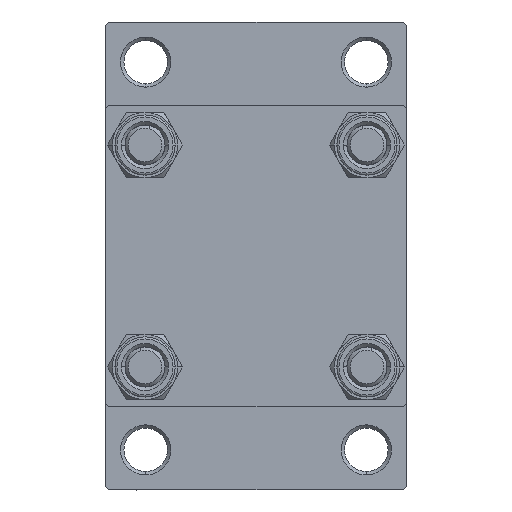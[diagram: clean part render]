
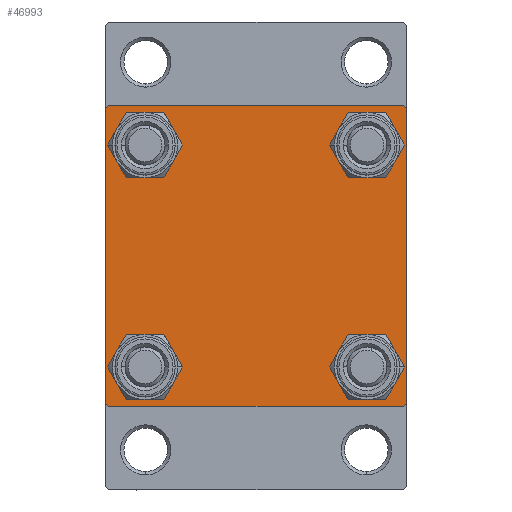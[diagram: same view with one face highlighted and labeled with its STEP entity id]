
A CAD part, left-side view. The second image highlights one B-rep face of the part: STEP entity #46993.
In plain terms, the highlighted planar face has unit normal (-1, 0, 0).
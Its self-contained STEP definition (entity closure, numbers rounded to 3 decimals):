
#43 = CARTESIAN_POINT ( 'NONE',  ( 0., -16.6, 16.6 ) ) ;
#66 = ORIENTED_EDGE ( 'NONE', *, *, #18117, .T. ) ;
#629 = DIRECTION ( 'NONE',  ( 1., 0., 0. ) ) ;
#984 = VERTEX_POINT ( 'NONE', #13853 ) ;
#1064 = DIRECTION ( 'NONE',  ( 1., 0., 0. ) ) ;
#1145 = LINE ( 'NONE', #4295, #4101 ) ;
#1485 = DIRECTION ( 'NONE',  ( 1., 0., 0. ) ) ;
#3017 = VECTOR ( 'NONE', #29814, 1000. ) ;
#3092 = AXIS2_PLACEMENT_3D ( 'NONE', #45027, #1485, #19156 ) ;
#3307 = DIRECTION ( 'NONE',  ( 0., 0., 1. ) ) ;
#3702 = LINE ( 'NONE', #40466, #27859 ) ;
#3902 = CIRCLE ( 'NONE', #13968, 3.5 ) ;
#4101 = VECTOR ( 'NONE', #26545, 1000. ) ;
#4295 = CARTESIAN_POINT ( 'NONE',  ( 0., 22.5, -22.5 ) ) ;
#5453 = AXIS2_PLACEMENT_3D ( 'NONE', #46302, #13188, #9547 ) ;
#5721 = AXIS2_PLACEMENT_3D ( 'NONE', #33302, #36679, #40305 ) ;
#5879 = CARTESIAN_POINT ( 'NONE',  ( 0., -22.5, 22. ) ) ;
#6302 = CARTESIAN_POINT ( 'NONE',  ( 0., 0., 0. ) ) ;
#6644 = EDGE_LOOP ( 'NONE', ( #15308, #45279, #28452, #13481, #17926, #34074, #17379, #25451 ) ) ;
#7459 = VERTEX_POINT ( 'NONE', #38880 ) ;
#8575 = VERTEX_POINT ( 'NONE', #20232 ) ;
#9547 = DIRECTION ( 'NONE',  ( 0., 0., 1. ) ) ;
#10253 = CARTESIAN_POINT ( 'NONE',  ( 0., 16.6, 16.6 ) ) ;
#10261 = CARTESIAN_POINT ( 'NONE',  ( 0., 22.5, 22. ) ) ;
#10513 = EDGE_CURVE ( 'NONE', #984, #16023, #3902, .T. ) ;
#10620 = ORIENTED_EDGE ( 'NONE', *, *, #37495, .T. ) ;
#10895 = EDGE_LOOP ( 'NONE', ( #26772, #42250 ) ) ;
#10907 = VECTOR ( 'NONE', #33645, 1000. ) ;
#10966 = DIRECTION ( 'NONE',  ( 1., 0., 0. ) ) ;
#11191 = VERTEX_POINT ( 'NONE', #26279 ) ;
#11314 = ORIENTED_EDGE ( 'NONE', *, *, #23902, .T. ) ;
#13073 = VERTEX_POINT ( 'NONE', #23381 ) ;
#13188 = DIRECTION ( 'NONE',  ( 1., 0., 0. ) ) ;
#13481 = ORIENTED_EDGE ( 'NONE', *, *, #23286, .T. ) ;
#13788 = AXIS2_PLACEMENT_3D ( 'NONE', #26278, #25310, #3307 ) ;
#13853 = CARTESIAN_POINT ( 'NONE',  ( 0., -16.6, 20.1 ) ) ;
#13968 = AXIS2_PLACEMENT_3D ( 'NONE', #43, #14811, #36549 ) ;
#14811 = DIRECTION ( 'NONE',  ( 1., 0., 0. ) ) ;
#15098 = CARTESIAN_POINT ( 'NONE',  ( 0., -22.25, -22.25 ) ) ;
#15308 = ORIENTED_EDGE ( 'NONE', *, *, #46782, .T. ) ;
#15631 = EDGE_CURVE ( 'NONE', #29746, #8575, #36762, .T. ) ;
#16023 = VERTEX_POINT ( 'NONE', #46111 ) ;
#16256 = CARTESIAN_POINT ( 'NONE',  ( 0., 22.25, 22.25 ) ) ;
#17379 = ORIENTED_EDGE ( 'NONE', *, *, #15631, .F. ) ;
#17926 = ORIENTED_EDGE ( 'NONE', *, *, #22031, .F. ) ;
#18084 = CIRCLE ( 'NONE', #5721, 3.5 ) ;
#18117 = EDGE_CURVE ( 'NONE', #13073, #33135, #20645, .T. ) ;
#18273 = CARTESIAN_POINT ( 'NONE',  ( 0., -22.5, -22. ) ) ;
#18515 = AXIS2_PLACEMENT_3D ( 'NONE', #45075, #1064, #30564 ) ;
#18544 = CARTESIAN_POINT ( 'NONE',  ( 0., 16.6, 16.6 ) ) ;
#18547 = CIRCLE ( 'NONE', #3092, 3.5 ) ;
#18654 = AXIS2_PLACEMENT_3D ( 'NONE', #6302, #43285, #47147 ) ;
#19156 = DIRECTION ( 'NONE',  ( 0., 0., 1. ) ) ;
#19307 = CIRCLE ( 'NONE', #18515, 3.5 ) ;
#19453 = VERTEX_POINT ( 'NONE', #18273 ) ;
#20232 = CARTESIAN_POINT ( 'NONE',  ( 0., -22., 22.5 ) ) ;
#20645 = CIRCLE ( 'NONE', #39164, 3.5 ) ;
#21288 = EDGE_CURVE ( 'NONE', #29746, #32555, #30754, .T. ) ;
#22031 = EDGE_CURVE ( 'NONE', #25149, #19453, #23324, .T. ) ;
#22779 = DIRECTION ( 'NONE',  ( 0., 0.707, -0.707 ) ) ;
#23286 = EDGE_CURVE ( 'NONE', #7459, #19453, #43848, .T. ) ;
#23324 = LINE ( 'NONE', #45335, #30018 ) ;
#23381 = CARTESIAN_POINT ( 'NONE',  ( 0., 16.6, 13.1 ) ) ;
#23406 = VERTEX_POINT ( 'NONE', #30313 ) ;
#23840 = VECTOR ( 'NONE', #22779, 1000. ) ;
#23902 = EDGE_CURVE ( 'NONE', #33135, #13073, #45530, .T. ) ;
#25052 = VERTEX_POINT ( 'NONE', #38510 ) ;
#25135 = FACE_BOUND ( 'NONE', #10895, .T. ) ;
#25149 = VERTEX_POINT ( 'NONE', #5879 ) ;
#25310 = DIRECTION ( 'NONE',  ( 1., 0., 0. ) ) ;
#25451 = ORIENTED_EDGE ( 'NONE', *, *, #21288, .T. ) ;
#25794 = EDGE_CURVE ( 'NONE', #11191, #23406, #28602, .T. ) ;
#25889 = ORIENTED_EDGE ( 'NONE', *, *, #41299, .T. ) ;
#26278 = CARTESIAN_POINT ( 'NONE',  ( 0., -16.6, -16.6 ) ) ;
#26279 = CARTESIAN_POINT ( 'NONE',  ( 0., 16.6, -20.1 ) ) ;
#26545 = DIRECTION ( 'NONE',  ( 0., -1., 0. ) ) ;
#26772 = ORIENTED_EDGE ( 'NONE', *, *, #43367, .T. ) ;
#27495 = ORIENTED_EDGE ( 'NONE', *, *, #10513, .T. ) ;
#27859 = VECTOR ( 'NONE', #33222, 1000. ) ;
#27951 = CARTESIAN_POINT ( 'NONE',  ( 0., 22.5, -22. ) ) ;
#28090 = DIRECTION ( 'NONE',  ( 0., -0.707, -0.707 ) ) ;
#28452 = ORIENTED_EDGE ( 'NONE', *, *, #35496, .T. ) ;
#28528 = FACE_OUTER_BOUND ( 'NONE', #6644, .T. ) ;
#28536 = AXIS2_PLACEMENT_3D ( 'NONE', #18544, #629, #43913 ) ;
#28602 = CIRCLE ( 'NONE', #5453, 3.5 ) ;
#28765 = FACE_BOUND ( 'NONE', #35809, .T. ) ;
#29675 = ORIENTED_EDGE ( 'NONE', *, *, #44414, .T. ) ;
#29746 = VERTEX_POINT ( 'NONE', #41231 ) ;
#29814 = DIRECTION ( 'NONE',  ( 0., -0.707, 0.707 ) ) ;
#29815 = EDGE_LOOP ( 'NONE', ( #27495, #10620 ) ) ;
#30018 = VECTOR ( 'NONE', #30587, 1000. ) ;
#30290 = EDGE_CURVE ( 'NONE', #37661, #25052, #34397, .T. ) ;
#30313 = CARTESIAN_POINT ( 'NONE',  ( 0., 16.6, -13.1 ) ) ;
#30564 = DIRECTION ( 'NONE',  ( 0., 0., 1. ) ) ;
#30587 = DIRECTION ( 'NONE',  ( 0., 0., -1. ) ) ;
#30754 = LINE ( 'NONE', #16256, #23840 ) ;
#31244 = CARTESIAN_POINT ( 'NONE',  ( 0., 22.25, -22.25 ) ) ;
#32555 = VERTEX_POINT ( 'NONE', #10261 ) ;
#32922 = CARTESIAN_POINT ( 'NONE',  ( 0., 22.5, 22.5 ) ) ;
#33135 = VERTEX_POINT ( 'NONE', #37616 ) ;
#33222 = DIRECTION ( 'NONE',  ( 0., 0.707, 0.707 ) ) ;
#33302 = CARTESIAN_POINT ( 'NONE',  ( 0., -16.6, 16.6 ) ) ;
#33645 = DIRECTION ( 'NONE',  ( 0., 0., -1. ) ) ;
#34074 = ORIENTED_EDGE ( 'NONE', *, *, #45633, .T. ) ;
#34102 = VERTEX_POINT ( 'NONE', #39403 ) ;
#34397 = LINE ( 'NONE', #31244, #36365 ) ;
#35320 = FACE_BOUND ( 'NONE', #29815, .T. ) ;
#35326 = CARTESIAN_POINT ( 'NONE',  ( 0., -16.6, -13.1 ) ) ;
#35496 = EDGE_CURVE ( 'NONE', #25052, #7459, #1145, .T. ) ;
#35809 = EDGE_LOOP ( 'NONE', ( #25889, #29675 ) ) ;
#36160 = CIRCLE ( 'NONE', #13788, 3.5 ) ;
#36365 = VECTOR ( 'NONE', #28090, 1000. ) ;
#36549 = DIRECTION ( 'NONE',  ( 0., 0., 1. ) ) ;
#36679 = DIRECTION ( 'NONE',  ( 1., 0., 0. ) ) ;
#36762 = LINE ( 'NONE', #40633, #46075 ) ;
#37495 = EDGE_CURVE ( 'NONE', #16023, #984, #18084, .T. ) ;
#37616 = CARTESIAN_POINT ( 'NONE',  ( 0., 16.6, 20.1 ) ) ;
#37661 = VERTEX_POINT ( 'NONE', #27951 ) ;
#38510 = CARTESIAN_POINT ( 'NONE',  ( 0., 22., -22.5 ) ) ;
#38880 = CARTESIAN_POINT ( 'NONE',  ( 0., -22., -22.5 ) ) ;
#39164 = AXIS2_PLACEMENT_3D ( 'NONE', #10253, #10966, #47002 ) ;
#39403 = CARTESIAN_POINT ( 'NONE',  ( 0., -16.6, -20.1 ) ) ;
#39413 = PLANE ( 'NONE',  #18654 ) ;
#40305 = DIRECTION ( 'NONE',  ( 0., 0., 1. ) ) ;
#40466 = CARTESIAN_POINT ( 'NONE',  ( 0., -22.25, 22.25 ) ) ;
#40633 = CARTESIAN_POINT ( 'NONE',  ( 0., 22.5, 22.5 ) ) ;
#40813 = EDGE_LOOP ( 'NONE', ( #11314, #66 ) ) ;
#41231 = CARTESIAN_POINT ( 'NONE',  ( 0., 22., 22.5 ) ) ;
#41299 = EDGE_CURVE ( 'NONE', #47696, #34102, #36160, .T. ) ;
#42250 = ORIENTED_EDGE ( 'NONE', *, *, #25794, .T. ) ;
#43285 = DIRECTION ( 'NONE',  ( -1., 0., 0. ) ) ;
#43367 = EDGE_CURVE ( 'NONE', #23406, #11191, #19307, .T. ) ;
#43848 = LINE ( 'NONE', #15098, #3017 ) ;
#43913 = DIRECTION ( 'NONE',  ( 0., 0., 1. ) ) ;
#44414 = EDGE_CURVE ( 'NONE', #34102, #47696, #18547, .T. ) ;
#44775 = LINE ( 'NONE', #32922, #10907 ) ;
#45027 = CARTESIAN_POINT ( 'NONE',  ( 0., -16.6, -16.6 ) ) ;
#45075 = CARTESIAN_POINT ( 'NONE',  ( 0., 16.6, -16.6 ) ) ;
#45223 = DIRECTION ( 'NONE',  ( 0., -1., 0. ) ) ;
#45279 = ORIENTED_EDGE ( 'NONE', *, *, #30290, .T. ) ;
#45335 = CARTESIAN_POINT ( 'NONE',  ( 0., -22.5, 22.5 ) ) ;
#45530 = CIRCLE ( 'NONE', #28536, 3.5 ) ;
#45633 = EDGE_CURVE ( 'NONE', #25149, #8575, #3702, .T. ) ;
#46075 = VECTOR ( 'NONE', #45223, 1000. ) ;
#46111 = CARTESIAN_POINT ( 'NONE',  ( 0., -16.6, 13.1 ) ) ;
#46200 = FACE_BOUND ( 'NONE', #40813, .T. ) ;
#46302 = CARTESIAN_POINT ( 'NONE',  ( 0., 16.6, -16.6 ) ) ;
#46782 = EDGE_CURVE ( 'NONE', #32555, #37661, #44775, .T. ) ;
#46993 = ADVANCED_FACE ( 'NONE', ( #35320, #28765, #25135, #46200, #28528 ), #39413, .T. ) ;
#47002 = DIRECTION ( 'NONE',  ( 0., 0., 1. ) ) ;
#47147 = DIRECTION ( 'NONE',  ( 0., 0., 1. ) ) ;
#47696 = VERTEX_POINT ( 'NONE', #35326 ) ;
